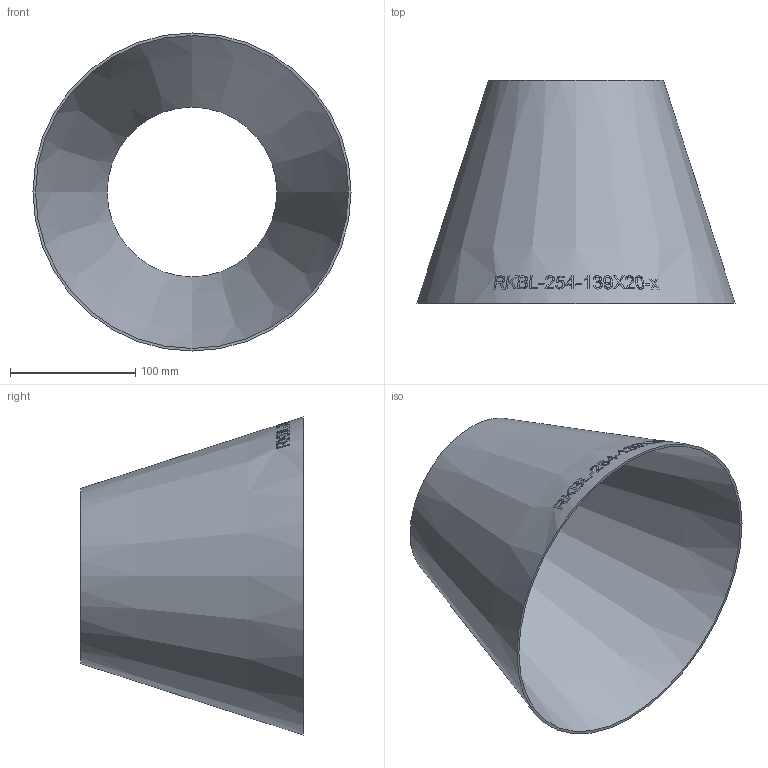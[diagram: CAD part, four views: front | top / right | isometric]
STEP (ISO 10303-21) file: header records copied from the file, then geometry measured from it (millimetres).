
FILE_DESCRIPTION (( 'STEP AP214' ), '1' );
FILE_NAME ('RKBL-254-139X20-x Reduzierung aus Blech ISO-sonstige 2007.STEP', '2020-07-13T11:19:40', ( '' ), ( '' ), 'SwSTEP 2.0', 'SolidWorks 2019', '' );
FILE_SCHEMA (( 'AUTOMOTIVE_DESIGN' ));
Length unit declared in the file: millimetre
Products named in the file (1): RKBL-254-139X20-x Reduzierung aus Blech ISO-sonstige 2007
Bounding box: 254 x 178 x 254 mm (x, y, z)
Volume: 228345.4 mm3; surface area: 231345.7 mm2
Topology: 1 solids, 1 shells, 230 faces, 615 edges, 410 vertices
Faces by surface type: bspline 203, cone 25, plane 2
Entity records: 33775 total; most frequent: CARTESIAN_POINT 27385, ORIENTED_EDGE 1226, EDGE_CURVE 613, B_SPLINE_CURVE_WITH_KNOTS 609, VERTEX_POINT 410, EDGE_LOOP 257, ADVANCED_FACE 230, FACE_OUTER_BOUND 230
